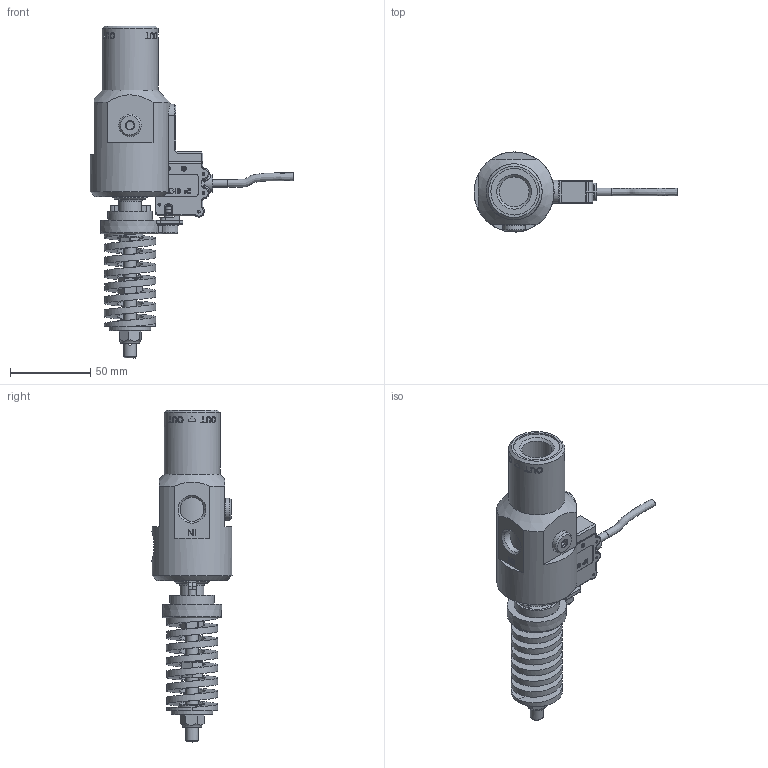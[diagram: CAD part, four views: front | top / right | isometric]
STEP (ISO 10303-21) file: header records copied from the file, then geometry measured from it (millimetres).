
FILE_DESCRIPTION(/* description */ ('Unknown'),/* implementation_level */ '2;1');
FILE_NAME(/* name */ '200275550',/* time_stamp */ '2024-11-12T10:46:03+01:00',/* author */ ('Unknown'),/* organization */ ('Unknown'),/* preprocessor_version */ 'ST-DEVELOPER v18.104',/* originating_system */ 'Solid Edge',/* authorisation */ 'Unknown');
FILE_SCHEMA (('AUTOMOTIVE_DESIGN {1 0 10303 214 3 1 1}'));
Length unit declared in the file: millimetre
Products named in the file (1): Part3
Bounding box: 127.32 x 49.96 x 207.3 mm (x, y, z)
Volume: 202098.6 mm3; surface area: 59551.9 mm2
Topology: 1 solids, 12 shells, 1432 faces, 3534 edges, 2283 vertices
Faces by surface type: plane 828, bspline 278, cylinder 190, cone 100, torus 21, sphere 15
Full cylindrical faces by diameter (mm): 1.8 x4, 2.2 x7, 2.25 x1, 2.305 x1, 2.4 x4, 3 x2, 3.15 x4, 3.583 x1, 3.6 x2, 4 x10, 4.2 x1, 4.3 x2, 4.5 x4, 4.8 x1, 5.1 x1, 5.5 x1, 5.92 x1, 6 x1, 6.917 x2, 7 x2, 8 x6, 8.1 x1, 8.2 x1, 8.4 x1, 8.917 x1, 11 x1, 11.9 x1, 12.1 x1, 14 x1, 14.5 x1
Entity records: 68434 total; most frequent: CARTESIAN_POINT 28318, ORIENTED_EDGE 6574, DIRECTION 5006, EDGE_CURVE 3287, VERTEX_POINT 2214, EDGE_LOOP 1813, FACE_BOUND 1813, AXIS2_PLACEMENT_3D 1767
